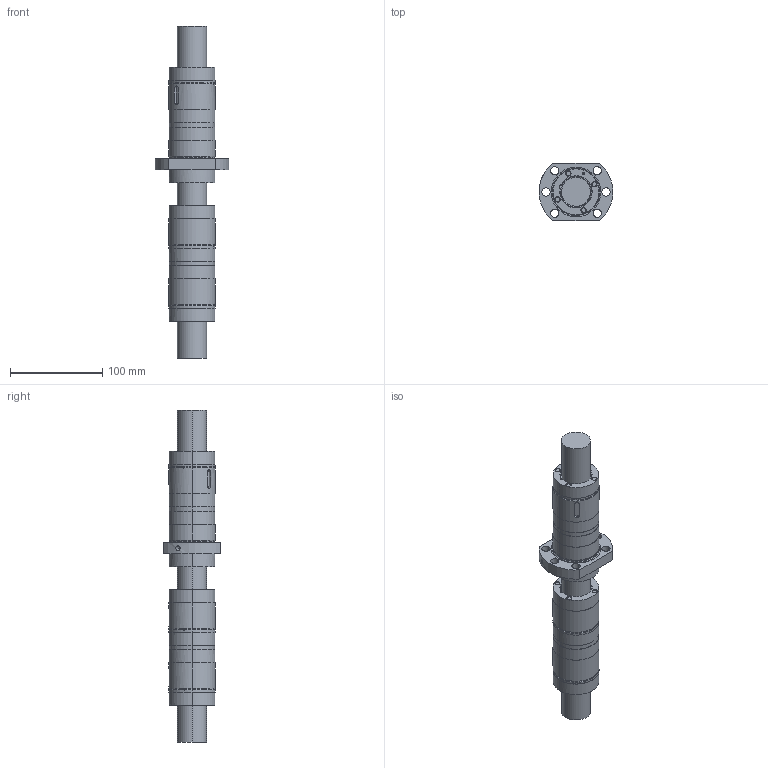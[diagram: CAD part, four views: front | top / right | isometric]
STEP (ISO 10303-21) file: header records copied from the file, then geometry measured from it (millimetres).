
FILE_DESCRIPTION(('Creo Elements/Direct Modeling STEP Export'),'2;1');
FILE_NAME('HSB-KGT-MM-3210RH-2g.stp','2015-05-13T14:23:04',(''),(''),'Creo Elements/Direct Modeling STEP processor for AP214 (Solid Model)','Creo Elements/Direct Modeling 18.1F 24-Jul-2014 (C) Parametric Technology GmbH','');
FILE_SCHEMA(('AUTOMOTIVE_DESIGN { 1 0 10303 214 1 1 1 1 }'));
Length unit declared in the file: millimetre
Products named in the file (3): HSB-KGM-FM-3210RH-1g_23700; HSB-KGM-MM-3210RH-2g_23356; HSB-KGS-3210RH-1g-T7_21447
Bounding box: 79.74 x 62 x 360 mm (x, y, z)
Volume: 595377.6 mm3; surface area: 114315.1 mm2
Topology: 3 solids, 3 shells, 257 faces, 716 edges, 497 vertices
Faces by surface type: cylinder 126, cone 66, plane 57, torus 8
Entity records: 13559 total; most frequent: CARTESIAN_POINT 5540, ORIENTED_EDGE 1412, DIRECTION 1062, EDGE_CURVE 706, VERTEX_POINT 497, AXIS2_PLACEMENT_3D 423, EDGE_LOOP 315, COLOUR_RGB 260
